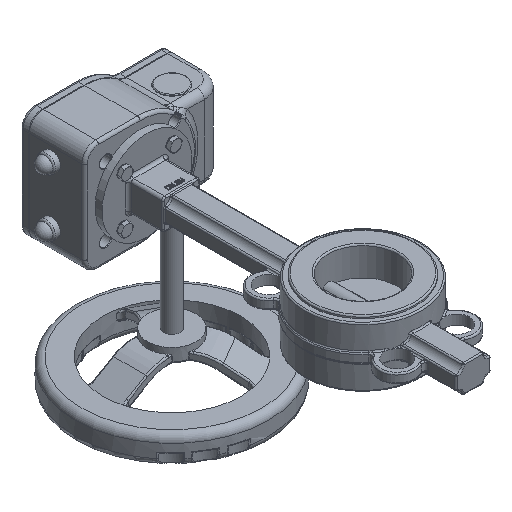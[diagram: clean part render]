
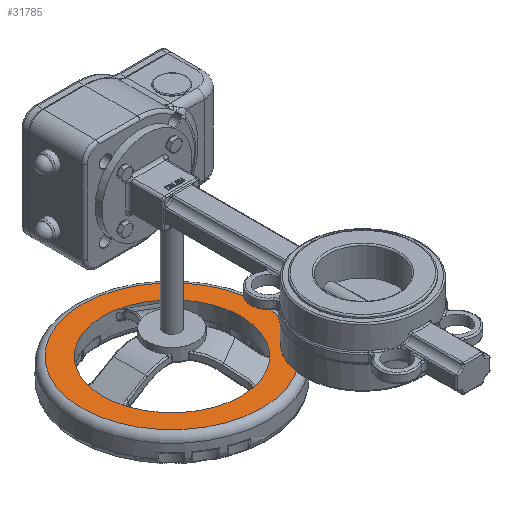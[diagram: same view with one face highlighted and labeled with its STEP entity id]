
A CAD part, isometric view. The second image highlights one B-rep face of the part: STEP entity #31785.
In plain terms, the highlighted face is planar.
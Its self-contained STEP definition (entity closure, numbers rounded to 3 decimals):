
#229=FACE_BOUND('',#9136,.T.);
#506=PLANE('',#34550);
#7129=FACE_OUTER_BOUND('',#9135,.T.);
#9135=EDGE_LOOP('',(#22857));
#9136=EDGE_LOOP('',(#22858));
#10972=CIRCLE('',#34052,50.);
#11243=CIRCLE('',#34549,65.);
#12910=VERTEX_POINT('',#50750);
#13417=VERTEX_POINT('',#57137);
#16010=EDGE_CURVE('',#12910,#12910,#10972,.T.);
#16773=EDGE_CURVE('',#13417,#13417,#11243,.T.);
#22857=ORIENTED_EDGE('',*,*,#16773,.F.);
#22858=ORIENTED_EDGE('',*,*,#16010,.T.);
#31785=ADVANCED_FACE('',(#7129,#229),#506,.T.);
#34052=AXIS2_PLACEMENT_3D('',#50751,#38414,#38415);
#34549=AXIS2_PLACEMENT_3D('',#57139,#39675,#39676);
#34550=AXIS2_PLACEMENT_3D('',#57140,#39677,#39678);
#38414=DIRECTION('center_axis',(0.,0.,1.));
#38415=DIRECTION('ref_axis',(1.,0.,0.));
#39675=DIRECTION('center_axis',(0.,0.,1.));
#39676=DIRECTION('ref_axis',(0.,1.,0.));
#39677=DIRECTION('center_axis',(0.,0.,-1.));
#39678=DIRECTION('ref_axis',(-1.,0.,0.));
#50750=CARTESIAN_POINT('',(0.,50.,17.841));
#50751=CARTESIAN_POINT('Origin',(0.,0.,17.841));
#57137=CARTESIAN_POINT('',(-65.,0.,17.841));
#57139=CARTESIAN_POINT('Origin',(0.,0.,17.841));
#57140=CARTESIAN_POINT('Origin',(0.,-70.,17.841));
